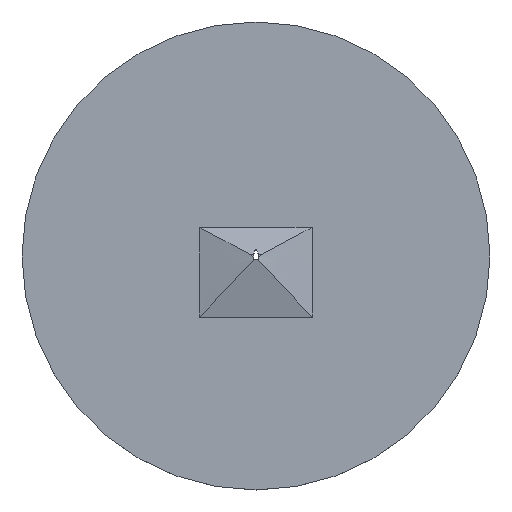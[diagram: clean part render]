
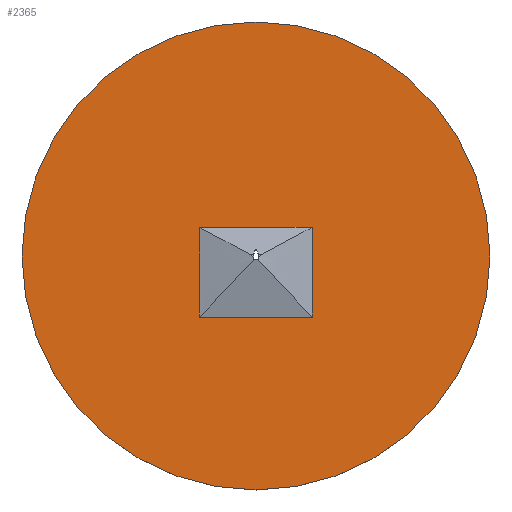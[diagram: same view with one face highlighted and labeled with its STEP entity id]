
A CAD part, top view. The second image highlights one B-rep face of the part: STEP entity #2365.
In plain terms, the highlighted planar face has unit normal (0, 0, 1).
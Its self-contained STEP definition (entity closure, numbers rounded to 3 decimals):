
#166=B_SPLINE_CURVE_WITH_KNOTS('',3,(#4774,#4775,#4776,#4777,#4778,#4779),
 .UNSPECIFIED.,.F.,.F.,(4,2,4),(-0.829,-0.8,-0.05),
 .UNSPECIFIED.);
#173=B_SPLINE_CURVE_WITH_KNOTS('',3,(#4831,#4832,#4833,#4834),
 .UNSPECIFIED.,.F.,.F.,(4,4),(-0.078,0.003),
 .UNSPECIFIED.);
#174=B_SPLINE_CURVE_WITH_KNOTS('',3,(#4837,#4838,#4839,#4840),
 .UNSPECIFIED.,.F.,.F.,(4,4),(-1.562,-1.481),
 .UNSPECIFIED.);
#175=B_SPLINE_CURVE_WITH_KNOTS('',3,(#4848,#4849,#4850,#4851,#4852,#4853),
 .UNSPECIFIED.,.F.,.F.,(4,2,4),(-1.518,-0.795,-0.729),
 .UNSPECIFIED.);
#261=FACE_BOUND('',#559,.T.);
#318=CIRCLE('',#2499,40.);
#319=CIRCLE('',#2500,40.);
#410=FACE_OUTER_BOUND('',#558,.T.);
#558=EDGE_LOOP('',(#1854,#1855));
#559=EDGE_LOOP('',(#1856,#1857,#1858,#1859,#1860,#1861,#1862,#1863,#1864,
#1865));
#677=LINE('',#3488,#822);
#708=LINE('',#4620,#853);
#710=LINE('',#4842,#855);
#711=LINE('',#4844,#856);
#712=LINE('',#4846,#857);
#713=LINE('',#4854,#858);
#822=VECTOR('',#2722,10.);
#853=VECTOR('',#2857,10.);
#855=VECTOR('',#2863,10.);
#856=VECTOR('',#2864,10.);
#857=VECTOR('',#2865,10.);
#858=VECTOR('',#2866,10.);
#952=VERTEX_POINT('',#3050);
#953=VERTEX_POINT('',#3051);
#984=VERTEX_POINT('',#3479);
#985=VERTEX_POINT('',#3487);
#1065=VERTEX_POINT('',#4618);
#1066=VERTEX_POINT('',#4619);
#1074=VERTEX_POINT('',#4773);
#1078=VERTEX_POINT('',#4836);
#1079=VERTEX_POINT('',#4841);
#1080=VERTEX_POINT('',#4843);
#1081=VERTEX_POINT('',#4845);
#1082=VERTEX_POINT('',#4847);
#1190=EDGE_CURVE('',#952,#953,#318,.T.);
#1191=EDGE_CURVE('',#953,#952,#319,.T.);
#1227=EDGE_CURVE('',#985,#984,#677,.T.);
#1337=EDGE_CURVE('',#1065,#1066,#708,.T.);
#1349=EDGE_CURVE('',#1074,#1065,#166,.T.);
#1356=EDGE_CURVE('',#1066,#984,#173,.T.);
#1357=EDGE_CURVE('',#985,#1078,#174,.T.);
#1358=EDGE_CURVE('',#1074,#1079,#710,.T.);
#1359=EDGE_CURVE('',#1079,#1080,#711,.T.);
#1360=EDGE_CURVE('',#1080,#1081,#712,.T.);
#1361=EDGE_CURVE('',#1082,#1081,#175,.T.);
#1362=EDGE_CURVE('',#1078,#1082,#713,.T.);
#1854=ORIENTED_EDGE('',*,*,#1190,.T.);
#1855=ORIENTED_EDGE('',*,*,#1191,.T.);
#1856=ORIENTED_EDGE('',*,*,#1357,.F.);
#1857=ORIENTED_EDGE('',*,*,#1227,.T.);
#1858=ORIENTED_EDGE('',*,*,#1356,.F.);
#1859=ORIENTED_EDGE('',*,*,#1337,.F.);
#1860=ORIENTED_EDGE('',*,*,#1349,.F.);
#1861=ORIENTED_EDGE('',*,*,#1358,.T.);
#1862=ORIENTED_EDGE('',*,*,#1359,.T.);
#1863=ORIENTED_EDGE('',*,*,#1360,.T.);
#1864=ORIENTED_EDGE('',*,*,#1361,.F.);
#1865=ORIENTED_EDGE('',*,*,#1362,.F.);
#2294=PLANE('',#2574);
#2365=ADVANCED_FACE('',(#410,#261),#2294,.F.);
#2499=AXIS2_PLACEMENT_3D('',#3052,#2663,#2664);
#2500=AXIS2_PLACEMENT_3D('',#3053,#2665,#2666);
#2574=AXIS2_PLACEMENT_3D('',#4835,#2861,#2862);
#2663=DIRECTION('center_axis',(0.,0.,1.));
#2664=DIRECTION('ref_axis',(-1.,0.,0.));
#2665=DIRECTION('center_axis',(0.,0.,1.));
#2666=DIRECTION('ref_axis',(-1.,0.,0.));
#2722=DIRECTION('',(-1.,0.,0.));
#2857=DIRECTION('',(-1.,0.,0.));
#2861=DIRECTION('center_axis',(0.,0.,-1.));
#2862=DIRECTION('ref_axis',(-1.,0.,0.));
#2863=DIRECTION('',(0.,1.,0.));
#2864=DIRECTION('',(1.,0.,0.));
#2865=DIRECTION('',(0.,-1.,0.));
#2866=DIRECTION('',(-1.,0.,0.));
#3050=CARTESIAN_POINT('',(-25.278,21.2,2.25));
#3051=CARTESIAN_POINT('',(54.722,21.2,2.25));
#3052=CARTESIAN_POINT('Origin',(14.722,21.2,2.25));
#3053=CARTESIAN_POINT('Origin',(14.722,21.2,2.25));
#3479=CARTESIAN_POINT('',(5.026,10.652,2.25));
#3487=CARTESIAN_POINT('',(24.374,10.652,2.25));
#3488=CARTESIAN_POINT('',(14.7,10.652,2.25));
#4618=CARTESIAN_POINT('',(5.063,11.467,2.25));
#4619=CARTESIAN_POINT('',(5.03,11.467,2.25));
#4620=CARTESIAN_POINT('',(4.813,11.467,2.25));
#4773=CARTESIAN_POINT('',(5.095,19.257,2.25));
#4774=CARTESIAN_POINT('Ctrl Pts',(5.095,19.257,2.25));
#4775=CARTESIAN_POINT('Ctrl Pts',(5.095,19.16,2.25));
#4776=CARTESIAN_POINT('Ctrl Pts',(5.094,19.063,2.25));
#4777=CARTESIAN_POINT('Ctrl Pts',(5.084,16.466,2.25));
#4778=CARTESIAN_POINT('Ctrl Pts',(5.073,13.966,2.25));
#4779=CARTESIAN_POINT('Ctrl Pts',(5.063,11.467,2.25));
#4831=CARTESIAN_POINT('Ctrl Pts',(5.03,11.467,2.25));
#4832=CARTESIAN_POINT('Ctrl Pts',(5.029,11.195,2.25));
#4833=CARTESIAN_POINT('Ctrl Pts',(5.027,10.924,2.25));
#4834=CARTESIAN_POINT('Ctrl Pts',(5.026,10.652,2.25));
#4835=CARTESIAN_POINT('Origin',(29.4,28.5,2.25));
#4836=CARTESIAN_POINT('',(24.37,11.467,2.25));
#4837=CARTESIAN_POINT('Ctrl Pts',(24.374,10.652,2.25));
#4838=CARTESIAN_POINT('Ctrl Pts',(24.373,10.924,2.25));
#4839=CARTESIAN_POINT('Ctrl Pts',(24.371,11.195,2.25));
#4840=CARTESIAN_POINT('Ctrl Pts',(24.37,11.467,2.25));
#4841=CARTESIAN_POINT('',(5.095,26.089,2.25));
#4842=CARTESIAN_POINT('',(5.095,11.467,2.25));
#4843=CARTESIAN_POINT('',(24.304,26.089,2.25));
#4844=CARTESIAN_POINT('',(5.095,26.089,2.25));
#4845=CARTESIAN_POINT('',(24.304,19.35,2.25));
#4846=CARTESIAN_POINT('',(24.304,27.42,2.25));
#4847=CARTESIAN_POINT('',(24.337,11.467,2.25));
#4848=CARTESIAN_POINT('Ctrl Pts',(24.337,11.467,2.25));
#4849=CARTESIAN_POINT('Ctrl Pts',(24.327,13.873,2.25));
#4850=CARTESIAN_POINT('Ctrl Pts',(24.317,16.279,2.25));
#4851=CARTESIAN_POINT('Ctrl Pts',(24.306,18.907,2.25));
#4852=CARTESIAN_POINT('Ctrl Pts',(24.305,19.128,2.25));
#4853=CARTESIAN_POINT('Ctrl Pts',(24.304,19.35,2.25));
#4854=CARTESIAN_POINT('',(14.613,11.467,2.25));
